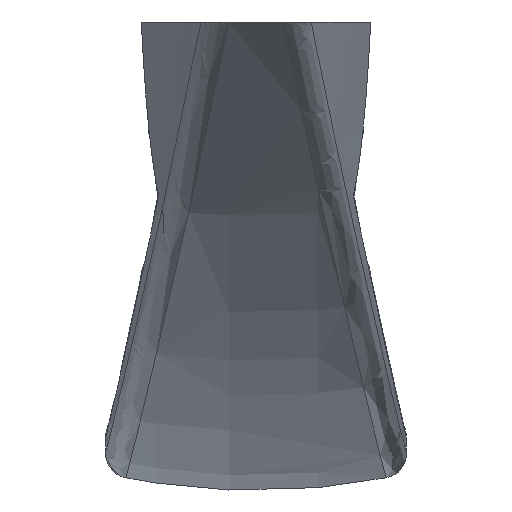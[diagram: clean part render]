
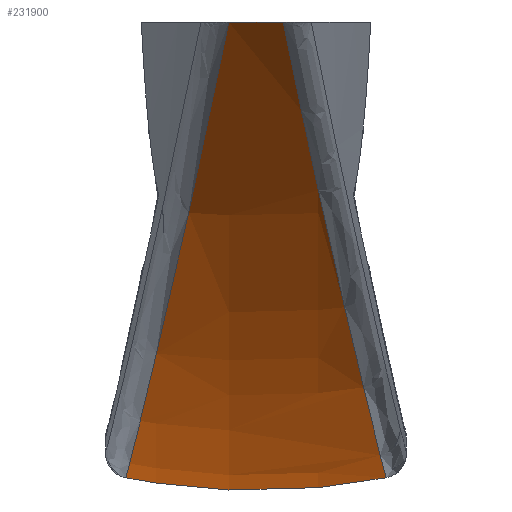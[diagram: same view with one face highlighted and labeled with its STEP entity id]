
A CAD part, left-side view. The second image highlights one B-rep face of the part: STEP entity #231900.
In plain terms, the highlighted toroidal (fillet/blend) face has major radius 118.643 mm and minor radius 40 mm.
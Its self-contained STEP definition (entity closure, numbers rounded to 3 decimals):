
#7880=CARTESIAN_POINT('',(89.944,1.625,
0.));
#7890=VERTEX_POINT('',#7880);
#7920=CARTESIAN_POINT('',(89.944,1.625,
0.));
#7930=CARTESIAN_POINT('',(89.963,1.355,
0.));
#7940=CARTESIAN_POINT('',(89.978,1.084,
0.));
#7950=CARTESIAN_POINT('',(89.997,0.542,
0.));
#7960=CARTESIAN_POINT('',(90.002,0.271,
0.));
#7970=CARTESIAN_POINT('',(90.002,-0.271,
0.));
#7980=CARTESIAN_POINT('',(89.997,-0.542,
0.));
#7990=CARTESIAN_POINT('',(89.978,-1.084,
0.));
#8000=CARTESIAN_POINT('',(89.963,-1.355,
0.));
#8010=CARTESIAN_POINT('',(89.944,-1.625,
0.));
#8020=B_SPLINE_CURVE_WITH_KNOTS('',3,(#7920,#7930,#7940,#7950,#7960,
#7970,#7980,#7990,#8000,#8010),.UNSPECIFIED.,.F.,.F.,(4,2,2,2,4),(0.,
0.814,1.627,2.44,3.253),
.UNSPECIFIED.);
#8030=CARTESIAN_POINT('',(89.944,-1.625,
0.));
#8040=VERTEX_POINT('',#8030);
#8050=EDGE_CURVE('',#7890,#8040,#8020,.T.);
#55240=CARTESIAN_POINT('',(0.002,7.775,
-27.237));
#55250=VERTEX_POINT('',#55240);
#55280=CARTESIAN_POINT('',(89.944,1.625,
0.));
#55290=CARTESIAN_POINT('',(76.801,3.413,
-8.956));
#55300=CARTESIAN_POINT('',(62.257,5.002,
-15.84));
#55310=CARTESIAN_POINT('',(31.608,7.181,
-24.982));
#55320=CARTESIAN_POINT('',(15.82,7.75,
-27.246));
#55330=CARTESIAN_POINT('',(0.002,7.775,
-27.237));
#55340=B_SPLINE_CURVE_WITH_KNOTS('',3,(#55280,#55290,#55300,#55310,
#55320,#55330),.UNSPECIFIED.,.F.,.F.,(4,2,4),(0.,0.503,1.),
.UNSPECIFIED.);
#55350=EDGE_CURVE('',#7890,#55250,#55340,.T.);
#55750=CARTESIAN_POINT('',(0.002,-7.775,
-27.237));
#55760=CARTESIAN_POINT('',(15.82,-7.75,
-27.246));
#55770=CARTESIAN_POINT('',(31.608,-7.181,
-24.982));
#55780=CARTESIAN_POINT('',(62.257,-5.002,
-15.84));
#55790=CARTESIAN_POINT('',(76.801,-3.413,
-8.956));
#55800=CARTESIAN_POINT('',(89.944,-1.625,
0.));
#55810=B_SPLINE_CURVE_WITH_KNOTS('',3,(#55750,#55760,#55770,#55780,
#55790,#55800),.UNSPECIFIED.,.F.,.F.,(4,2,4),(0.,0.497,1.),
.UNSPECIFIED.);
#55820=CARTESIAN_POINT('',(0.002,-7.775,
-27.237));
#55830=VERTEX_POINT('',#55820);
#55840=EDGE_CURVE('',#55830,#8040,#55810,.T.);
#64000=CARTESIAN_POINT('',(-89.94,1.625,
0.));
#64010=VERTEX_POINT('',#64000);
#64040=CARTESIAN_POINT('',(-89.94,1.625,
0.));
#64050=CARTESIAN_POINT('',(-76.797,3.413,
-8.956));
#64060=CARTESIAN_POINT('',(-62.253,5.002,
-15.84));
#64070=CARTESIAN_POINT('',(-31.604,7.181,
-24.982));
#64080=CARTESIAN_POINT('',(-15.817,7.75,
-27.246));
#64090=CARTESIAN_POINT('',(0.002,7.775,
-27.237));
#64100=B_SPLINE_CURVE_WITH_KNOTS('',3,(#64040,#64050,#64060,#64070,
#64080,#64090),.UNSPECIFIED.,.F.,.F.,(4,2,4),(0.,0.503,1.),
.UNSPECIFIED.);
#64110=EDGE_CURVE('',#64010,#55250,#64100,.T.);
#64620=CARTESIAN_POINT('',(0.002,-7.775,
-27.237));
#64630=CARTESIAN_POINT('',(-15.817,-7.75,
-27.246));
#64640=CARTESIAN_POINT('',(-31.604,-7.181,
-24.982));
#64650=CARTESIAN_POINT('',(-62.253,-5.002,
-15.84));
#64660=CARTESIAN_POINT('',(-76.797,-3.413,
-8.956));
#64670=CARTESIAN_POINT('',(-89.94,-1.625,
0.));
#64680=B_SPLINE_CURVE_WITH_KNOTS('',3,(#64620,#64630,#64640,#64650,
#64660,#64670),.UNSPECIFIED.,.F.,.F.,(4,2,4),(0.,0.497,1.),
.UNSPECIFIED.);
#64690=CARTESIAN_POINT('',(-89.94,-1.625,
0.));
#64700=VERTEX_POINT('',#64690);
#64710=EDGE_CURVE('',#55830,#64700,#64680,.T.);
#66320=CARTESIAN_POINT('',(-89.94,-1.625,
0.));
#66330=CARTESIAN_POINT('',(-89.959,-1.355,
0.));
#66340=CARTESIAN_POINT('',(-89.974,-1.084,
0.));
#66350=CARTESIAN_POINT('',(-89.993,-0.542,
0.));
#66360=CARTESIAN_POINT('',(-89.998,-0.271,
0.));
#66370=CARTESIAN_POINT('',(-89.998,0.271,
0.));
#66380=CARTESIAN_POINT('',(-89.993,0.542,
0.));
#66390=CARTESIAN_POINT('',(-89.974,1.084,
0.));
#66400=CARTESIAN_POINT('',(-89.959,1.355,
0.));
#66410=CARTESIAN_POINT('',(-89.94,1.625,
0.));
#66420=B_SPLINE_CURVE_WITH_KNOTS('',3,(#66320,#66330,#66340,#66350,
#66360,#66370,#66380,#66390,#66400,#66410),.UNSPECIFIED.,.F.,.F.,(4,2,2,
2,4),(0.,0.814,1.627,2.44,
3.253),.UNSPECIFIED.);
#66430=EDGE_CURVE('',#64700,#64010,#66420,.T.);
#231770=CARTESIAN_POINT('',(0.002,0.,
130.643));
#231780=DIRECTION('',(0.,1.,0.));
#231790=DIRECTION('',(-1.,0.,0.));
#231800=AXIS2_PLACEMENT_3D('',#231770,#231780,#231790);
#231810=TOROIDAL_SURFACE('',#231800,118.643,40.);
#231820=ORIENTED_EDGE('',*,*,#64110,.T.);
#231830=ORIENTED_EDGE('',*,*,#66430,.T.);
#231840=ORIENTED_EDGE('',*,*,#64710,.T.);
#231850=ORIENTED_EDGE('',*,*,#55840,.F.);
#231860=ORIENTED_EDGE('',*,*,#8050,.T.);
#231870=ORIENTED_EDGE('',*,*,#55350,.F.);
#231880=EDGE_LOOP('',(#231870,#231860,#231850,#231840,#231830,#231820));
#231890=FACE_OUTER_BOUND('',#231880,.T.);
#231900=ADVANCED_FACE('',(#231890),#231810,.T.);
